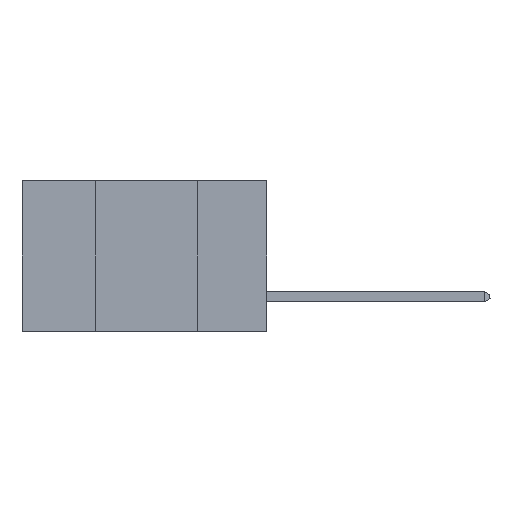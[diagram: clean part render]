
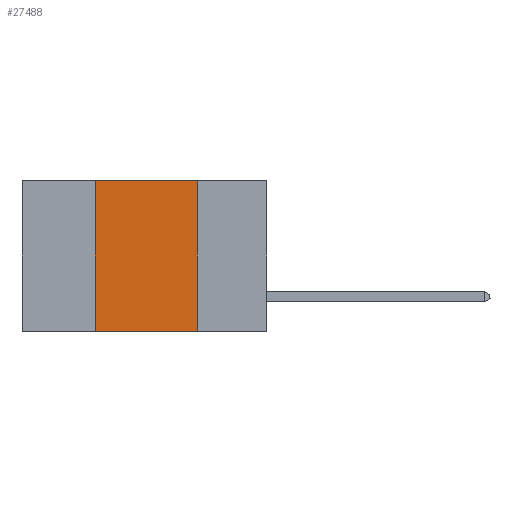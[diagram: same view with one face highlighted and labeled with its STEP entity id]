
A CAD part, left-side view. The second image highlights one B-rep face of the part: STEP entity #27488.
In plain terms, the highlighted planar face has unit normal (-1, 0, 0).
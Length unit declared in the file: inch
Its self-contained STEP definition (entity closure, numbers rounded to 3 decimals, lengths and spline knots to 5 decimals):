
#1788 = CARTESIAN_POINT ( 'NONE',  ( 0., 0.42, -0.37 ) ) ;
#1855 = VERTEX_POINT ( 'NONE', #10521 ) ;
#2672 = VECTOR ( 'NONE', #16003, 39.37008 ) ;
#7459 = CARTESIAN_POINT ( 'NONE',  ( 0., 0.6, -0.37 ) ) ;
#8477 = AXIS2_PLACEMENT_3D ( 'NONE', #15288, #26866, #22569 ) ;
#8894 = ORIENTED_EDGE ( 'NONE', *, *, #49576, .T. ) ;
#8907 = VECTOR ( 'NONE', #11475, 39.37008 ) ;
#9979 = VECTOR ( 'NONE', #46219, 39.37008 ) ;
#10521 = CARTESIAN_POINT ( 'NONE',  ( 0., 0.17, -0.37 ) ) ;
#11475 = DIRECTION ( 'NONE',  ( 0., -1., 0. ) ) ;
#11647 = CARTESIAN_POINT ( 'NONE',  ( 0., 0.17, 0. ) ) ;
#12586 = ORIENTED_EDGE ( 'NONE', *, *, #23607, .F. ) ;
#15288 = CARTESIAN_POINT ( 'NONE',  ( 0., 0.6, 0. ) ) ;
#16003 = DIRECTION ( 'NONE',  ( 0., 0., -1. ) ) ;
#19597 = EDGE_CURVE ( 'NONE', #44402, #1855, #39919, .T. ) ;
#21935 = LINE ( 'NONE', #7459, #8907 ) ;
#22569 = DIRECTION ( 'NONE',  ( 0., 0., -1. ) ) ;
#23188 = EDGE_CURVE ( 'NONE', #34311, #44402, #42866, .T. ) ;
#23607 = EDGE_CURVE ( 'NONE', #32938, #34311, #40436, .T. ) ;
#26315 = FACE_OUTER_BOUND ( 'NONE', #49711, .T. ) ;
#26367 = CARTESIAN_POINT ( 'NONE',  ( 0., 0.42, 0. ) ) ;
#26866 = DIRECTION ( 'NONE',  ( 1., 0., 0. ) ) ;
#27488 = ADVANCED_FACE ( 'NONE', ( #26315 ), #39012, .F. ) ;
#27894 = DIRECTION ( 'NONE',  ( 0., -1., 0. ) ) ;
#30775 = CARTESIAN_POINT ( 'NONE',  ( 0., 0.42, 0. ) ) ;
#32308 = VECTOR ( 'NONE', #27894, 39.37008 ) ;
#32938 = VERTEX_POINT ( 'NONE', #1788 ) ;
#34311 = VERTEX_POINT ( 'NONE', #30775 ) ;
#39012 = PLANE ( 'NONE',  #8477 ) ;
#39074 = ORIENTED_EDGE ( 'NONE', *, *, #19597, .F. ) ;
#39919 = LINE ( 'NONE', #11647, #2672 ) ;
#40436 = LINE ( 'NONE', #26367, #9979 ) ;
#41429 = CARTESIAN_POINT ( 'NONE',  ( 0., 0.17, 0. ) ) ;
#41787 = ORIENTED_EDGE ( 'NONE', *, *, #23188, .F. ) ;
#42866 = LINE ( 'NONE', #47710, #32308 ) ;
#44402 = VERTEX_POINT ( 'NONE', #41429 ) ;
#46219 = DIRECTION ( 'NONE',  ( 0., 0., 1. ) ) ;
#47710 = CARTESIAN_POINT ( 'NONE',  ( 0., 0.6, 0. ) ) ;
#49576 = EDGE_CURVE ( 'NONE', #32938, #1855, #21935, .T. ) ;
#49711 = EDGE_LOOP ( 'NONE', ( #39074, #41787, #12586, #8894 ) ) ;
